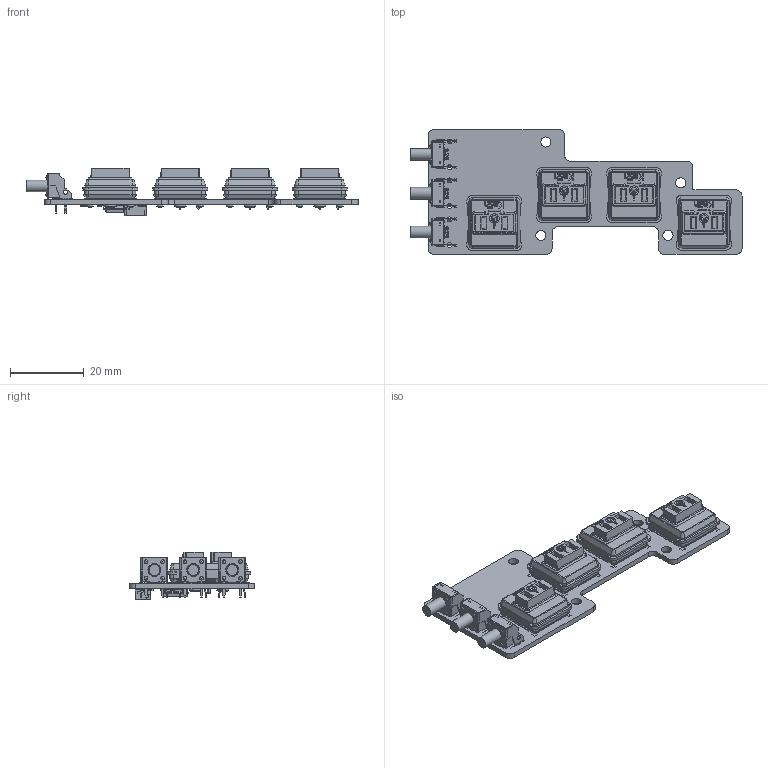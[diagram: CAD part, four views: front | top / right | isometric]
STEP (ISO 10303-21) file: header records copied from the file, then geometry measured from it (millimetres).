
FILE_DESCRIPTION(('KiCad electronic assembly'),'2;1');
FILE_NAME('c7k-rt.step','2025-04-29T18:08:39',('Pcbnew'),('Kicad'), 'Open CASCADE STEP processor 7.8','KiCad to STEP converter','Unknown' );
FILE_SCHEMA(('AUTOMOTIVE_DESIGN { 1 0 10303 214 1 1 1 1 }'));
Length unit declared in the file: millimetre
Products named in the file (8): c7k-rt 1; SW_Tactile_SPST_Angled_PTS645Vx83-2LFS; Kailh LP Choc Burnt Orange; R_0805_2012Metric; SSOP-20_5.3x7.2mm_P0.65mm; SPARKFUN_QWIIC_RIGHT_ANGLE; c7k-rt_silkscreen; c7k-rt_PCB
Assembly tree (17 placements, depth 2):
  c7k-rt 1
    SW_Tactile_SPST_Angled_PTS645Vx83-2LFS  x3
    Kailh LP Choc Burnt Orange  x4
    R_0805_2012Metric  x6
    SSOP-20_5.3x7.2mm_P0.65mm
    SPARKFUN_QWIIC_RIGHT_ANGLE
    c7k-rt_silkscreen
    c7k-rt_PCB
Bounding box: 90.35 x 34 x 12.88 mm (x, y, z)
Volume: 8021.4 mm3; surface area: 10307.3 mm2
Topology: 16 solids, 118 shells, 2226 faces, 6932 edges, 4963 vertices
Faces by surface type: plane 1471, cylinder 500, cone 128, bspline 112, sphere 12, torus 3
Full cylindrical faces by diameter (mm): 0.5 x1, 0.8 x12, 0.99 x6, 1 x12, 1.2 x6, 1.3 x6, 1.702 x8, 2.75 x4, 3 x8, 3.14 x3, 3.429 x4, 3.5 x3
Entity records: 46303 total; most frequent: CARTESIAN_POINT 8986, DIRECTION 6577, ORIENTED_EDGE 6212, EDGE_CURVE 3783, VERTEX_POINT 2923, LINE 2773, VECTOR 2773, AXIS2_PLACEMENT_3D 1902
